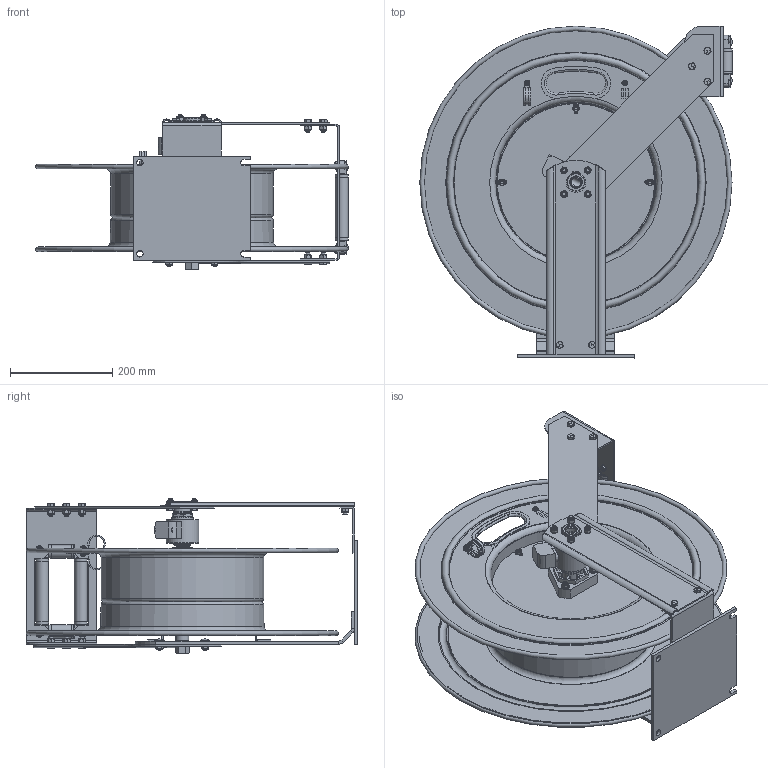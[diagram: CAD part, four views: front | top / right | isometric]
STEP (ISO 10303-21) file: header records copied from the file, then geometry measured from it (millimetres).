
FILE_DESCRIPTION(/* description */ (''),/* implementation_level */ '2;1');
FILE_NAME(/* name */ 'TSHL-N-575_SHARED.stp',/* time_stamp */ '2020-01-24T14:08:08-07:00',/* author */ ('NMelton'),/* organization */ (''),/* preprocessor_version */ 'ST-DEVELOPER v17',/* originating_system */ 'Autodesk Inventor 2019',/* authorisation */ '');
FILE_SCHEMA (('AUTOMOTIVE_DESIGN { 1 0 10303 214 3 1 1 }'));
Products named in the file (1): TSHL-N-575_SHARED
Bounding box: 609.95 x 647.67 x 303.16 mm (x, y, z)
Surface area: 2363551.9 mm2 (no closed solid volume)
Topology: 0 solids, 244 shells, 3058 faces, 11981 edges, 8745 vertices
Faces by surface type: plane 1562, cylinder 713, bspline 355, cone 296, torus 79, sphere 53
Full cylindrical faces by diameter (mm): 1.981 x2, 2.54 x1, 3.048 x1, 4.826 x2, 6.35 x6, 7.137 x2, 7.925 x4, 7.938 x12, 8.636 x4, 10.414 x1, 10.439 x3, 11.43 x12, 12.192 x16, 12.7 x2, 13.462 x1, 15.875 x4, 17.882 x1, 19.05 x3, 24.765 x1, 25.362 x1, 25.4 x12, 28.448 x1, 29.87 x1, 31.674 x3, 32.791 x2, 34.544 x3, 34.925 x1, 35.052 x1, 39.624 x1, 42.926 x1
Entity records: 133095 total; most frequent: CARTESIAN_POINT 35806, DIRECTION 18261, ORIENTED_EDGE 17803, EDGE_CURVE 11893, VERTEX_POINT 8745, LINE 6413, VECTOR 6413, AXIS2_PLACEMENT_3D 5924
